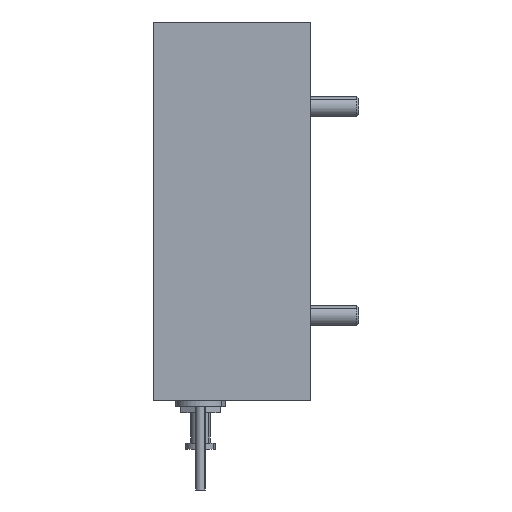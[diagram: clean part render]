
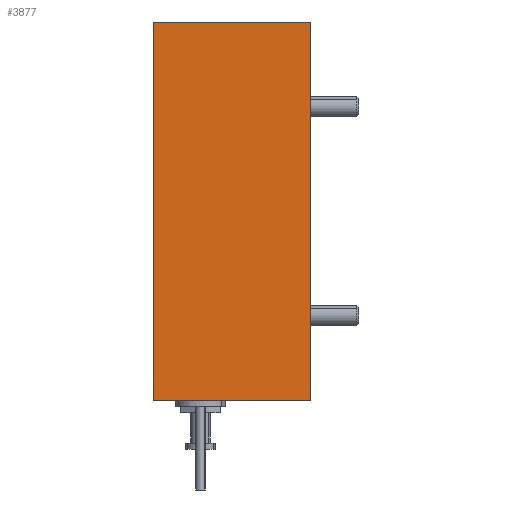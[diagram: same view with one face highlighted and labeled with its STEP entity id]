
A CAD part, left-side view. The second image highlights one B-rep face of the part: STEP entity #3877.
In plain terms, the highlighted planar face has unit normal (-1, 0, 0).
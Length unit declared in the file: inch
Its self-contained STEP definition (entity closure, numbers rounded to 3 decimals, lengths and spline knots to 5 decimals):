
#429 = VERTEX_POINT ( 'NONE', #9448 ) ;
#747 = ORIENTED_EDGE ( 'NONE', *, *, #4078, .T. ) ;
#947 = EDGE_LOOP ( 'NONE', ( #2458, #3539, #10806, #747 ) ) ;
#1211 = CARTESIAN_POINT ( 'NONE',  ( -1.3, 0., 0.6 ) ) ;
#1349 = CARTESIAN_POINT ( 'NONE',  ( -1.3, 0.5, -0.6 ) ) ;
#2203 = CARTESIAN_POINT ( 'NONE',  ( -1.3, 0.5, 0.6 ) ) ;
#2458 = ORIENTED_EDGE ( 'NONE', *, *, #3641, .T. ) ;
#2642 = LINE ( 'NONE', #9165, #4660 ) ;
#2716 = AXIS2_PLACEMENT_3D ( 'NONE', #2203, #3280, #4468 ) ;
#3280 = DIRECTION ( 'NONE',  ( 1., 0., 0. ) ) ;
#3357 = DIRECTION ( 'NONE',  ( 0., -1., 0. ) ) ;
#3539 = ORIENTED_EDGE ( 'NONE', *, *, #11186, .F. ) ;
#3641 = EDGE_CURVE ( 'NONE', #7034, #429, #11180, .T. ) ;
#3877 = ADVANCED_FACE ( 'NONE', ( #7332 ), #6516, .F. ) ;
#4078 = EDGE_CURVE ( 'NONE', #12589, #7034, #4146, .T. ) ;
#4146 = LINE ( 'NONE', #1349, #5812 ) ;
#4271 = CARTESIAN_POINT ( 'NONE',  ( -1.3, 0.5, 0.6 ) ) ;
#4468 = DIRECTION ( 'NONE',  ( 0., 0., -1. ) ) ;
#4660 = VECTOR ( 'NONE', #7211, 39.37008 ) ;
#5292 = DIRECTION ( 'NONE',  ( 0., 0., 1. ) ) ;
#5812 = VECTOR ( 'NONE', #3357, 39.37008 ) ;
#5905 = CARTESIAN_POINT ( 'NONE',  ( -1.3, 0.5, 0.6 ) ) ;
#6117 = EDGE_CURVE ( 'NONE', #12589, #6429, #7877, .T. ) ;
#6172 = VECTOR ( 'NONE', #9948, 39.37008 ) ;
#6429 = VERTEX_POINT ( 'NONE', #5905 ) ;
#6516 = PLANE ( 'NONE',  #2716 ) ;
#7034 = VERTEX_POINT ( 'NONE', #9742 ) ;
#7211 = DIRECTION ( 'NONE',  ( 0., -1., 0. ) ) ;
#7332 = FACE_OUTER_BOUND ( 'NONE', #947, .T. ) ;
#7877 = LINE ( 'NONE', #4271, #9541 ) ;
#8096 = CARTESIAN_POINT ( 'NONE',  ( -1.3, 0.5, -0.6 ) ) ;
#9165 = CARTESIAN_POINT ( 'NONE',  ( -1.3, 0.5, 0.6 ) ) ;
#9448 = CARTESIAN_POINT ( 'NONE',  ( -1.3, 0., 0.6 ) ) ;
#9541 = VECTOR ( 'NONE', #5292, 39.37008 ) ;
#9742 = CARTESIAN_POINT ( 'NONE',  ( -1.3, 0., -0.6 ) ) ;
#9948 = DIRECTION ( 'NONE',  ( 0., 0., 1. ) ) ;
#10806 = ORIENTED_EDGE ( 'NONE', *, *, #6117, .F. ) ;
#11180 = LINE ( 'NONE', #1211, #6172 ) ;
#11186 = EDGE_CURVE ( 'NONE', #6429, #429, #2642, .T. ) ;
#12589 = VERTEX_POINT ( 'NONE', #8096 ) ;
